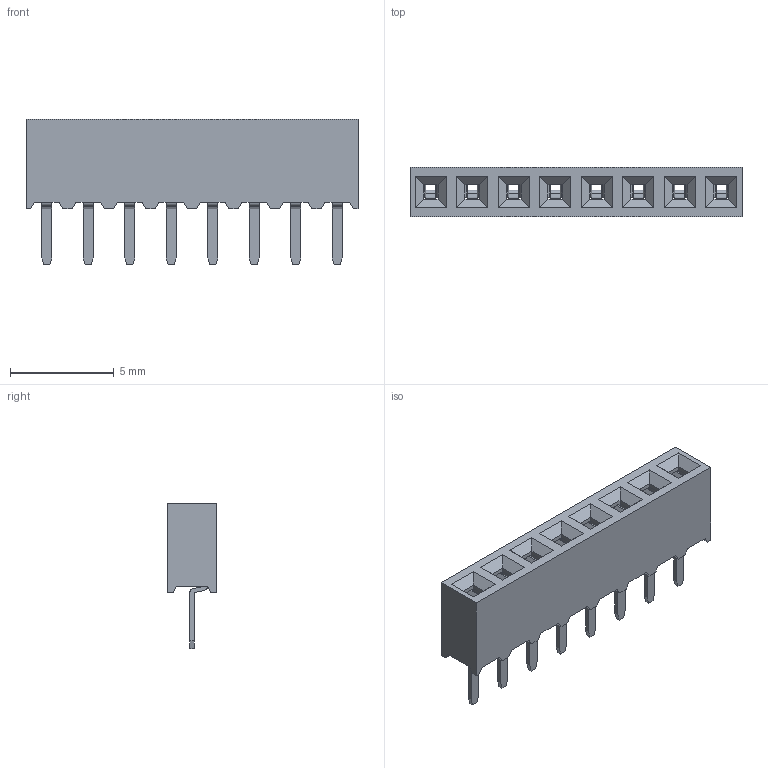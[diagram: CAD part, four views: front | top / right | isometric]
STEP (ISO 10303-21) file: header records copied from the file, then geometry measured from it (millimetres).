
FILE_DESCRIPTION(('STEP AP214'), '1');
FILE_NAME('PBS2', '', ('UNSPECIFIED'), ('UNSPECIFIED'), 'ASCON STEP Converter 1.6', 'ASCON Math Kernel', '');
FILE_SCHEMA(('AUTOMOTIVE_DESIGN { 1 0 10303 214 3 1 1}'));
Length unit declared in the file: millimetre
Bounding box: 16 x 2.4 x 7 mm (x, y, z)
Volume: 106.9 mm3; surface area: 624.3 mm2
Topology: 9 solids, 9 shells, 674 faces, 1712 edges, 1056 vertices
Faces by surface type: plane 554, cylinder 120
Entity records: 25408 total; most frequent: CARTESIAN_POINT 3507, ORIENTED_EDGE 3424, DIRECTION 3302, EDGE_CURVE 1712, LINE 1472, VECTOR 1472, VERTEX_POINT 1120, AXIS2_PLACEMENT_3D 915
